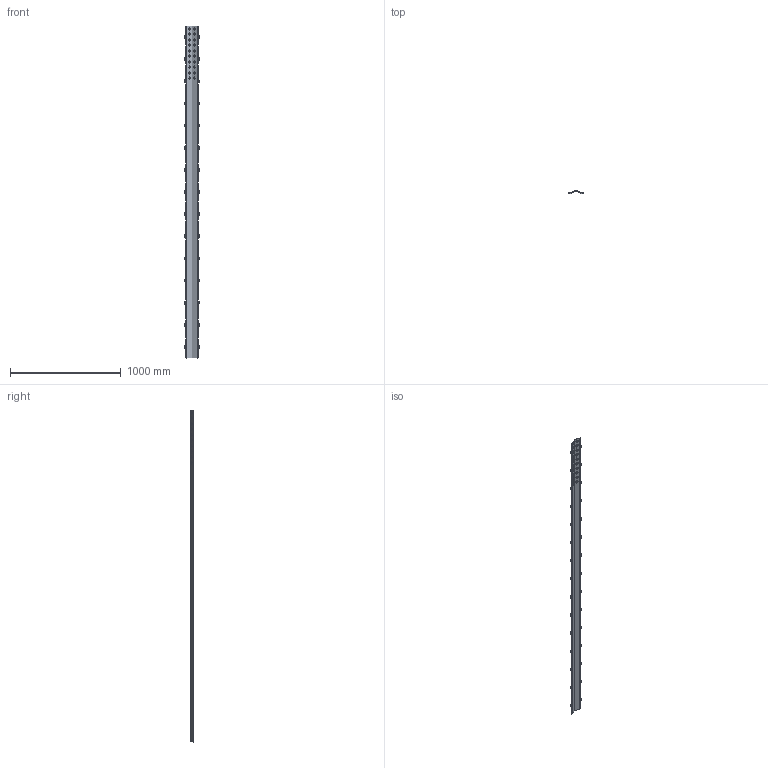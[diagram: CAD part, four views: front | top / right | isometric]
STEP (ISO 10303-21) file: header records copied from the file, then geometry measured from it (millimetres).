
FILE_DESCRIPTION (( 'STEP AP214' ), '1' );
FILE_NAME ('6049229.STEP', '2026-03-30T11:25:57', ( '' ), ( '' ), 'SwSTEP 2.0', 'SolidWorks 2024', '' );
FILE_SCHEMA (( 'AUTOMOTIVE_DESIGN' ));
Length unit declared in the file: millimetre
Products named in the file (1): 6049229
Bounding box: 140.95 x 23 x 3000 mm (x, y, z)
Volume: 757074.1 mm3; surface area: 777392.3 mm2
Topology: 1 solids, 1 shells, 719 faces, 1911 edges, 1274 vertices
Faces by surface type: cylinder 425, plane 294
Entity records: 24758 total; most frequent: CARTESIAN_POINT 7265, ORIENTED_EDGE 3822, DIRECTION 3401, EDGE_CURVE 1911, VERTEX_POINT 1274, AXIS2_PLACEMENT_3D 1250, LINE 901, VECTOR 901
